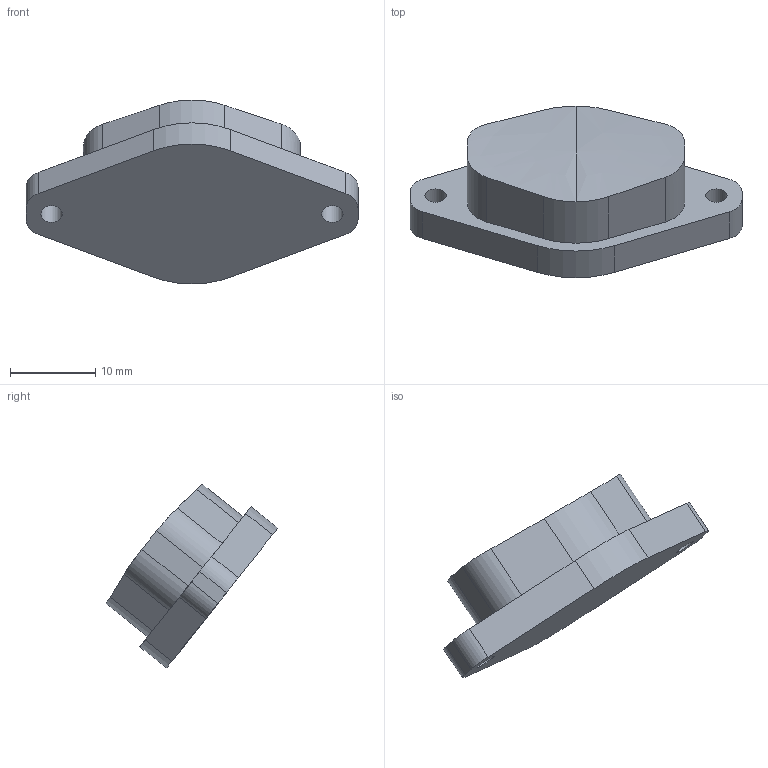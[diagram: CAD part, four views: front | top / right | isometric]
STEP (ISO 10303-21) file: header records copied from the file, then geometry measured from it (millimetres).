
FILE_DESCRIPTION(/* description */ (''),/* implementation_level */ '2;1');
FILE_NAME(/* name */ 'Speaker Plug V2.0.step',/* time_stamp */ '2017-06-25T10:51:12+10:00',/* author */ (''),/* organization */ (''),/* preprocessor_version */ 'ST-DEVELOPER v16.13',/* originating_system */ 'Autodesk Translation Framework v6.1.1.50',/* authorisation */ '');
FILE_SCHEMA (('AUTOMOTIVE_DESIGN { 1 0 10303 214 3 1 1 }'));
Length unit declared in the file: millimetre
Products named in the file (1): Igus body and back modified v51
Bounding box: 39 x 20.16 x 21.61 mm (x, y, z)
Volume: 4394.7 mm3; surface area: 1943.4 mm2
Topology: 1 solids, 1 shells, 30 faces, 81 edges, 54 vertices
Faces by surface type: plane 14, cylinder 14, bspline 2
Full cylindrical faces by diameter (mm): 2.5 x2
Entity records: 1440 total; most frequent: CARTESIAN_POINT 659, ORIENTED_EDGE 158, DIRECTION 144, EDGE_CURVE 79, VERTEX_POINT 54, AXIS2_PLACEMENT_3D 51, LINE 42, VECTOR 42
